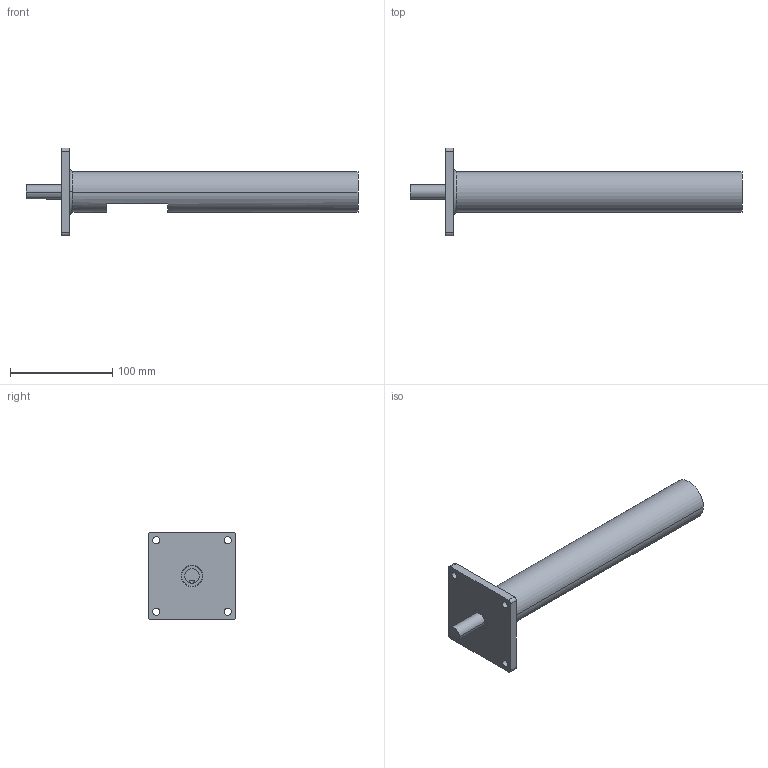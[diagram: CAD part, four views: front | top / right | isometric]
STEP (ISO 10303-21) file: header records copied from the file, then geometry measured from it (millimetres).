
FILE_DESCRIPTION((''),'2;1');
FILE_NAME('1_ASM','2019-07-19T',('Administrator'),(''),'PRO/ENGINEER BY PARAMETRIC TECHNOLOGY CORPORATION, 2014320','PRO/ENGINEER BY PARAMETRIC TECHNOLOGY CORPORATION, 2014320','');
FILE_SCHEMA(('CONFIG_CONTROL_DESIGN'));
Length unit declared in the file: millimetre
Products named in the file (3): 1-ZHOUTAO; 1-ZHOU; 1_ASM
Assembly tree (2 placements, depth 2):
  1_ASM
    1-ZHOUTAO
    1-ZHOU
Bounding box: 325 x 86 x 86 mm (x, y, z)
Volume: 363263 mm3; surface area: 89776.9 mm2
Topology: 2 solids, 2 shells, 168 faces, 411 edges, 254 vertices
Faces by surface type: bspline 59, cylinder 55, cone 27, plane 24, torus 3
Entity records: 10649 total; most frequent: CARTESIAN_POINT 7054, ORIENTED_EDGE 822, DIRECTION 600, EDGE_CURVE 411, VERTEX_POINT 254, AXIS2_PLACEMENT_3D 240, EDGE_LOOP 187, FACE_OUTER_BOUND 168
